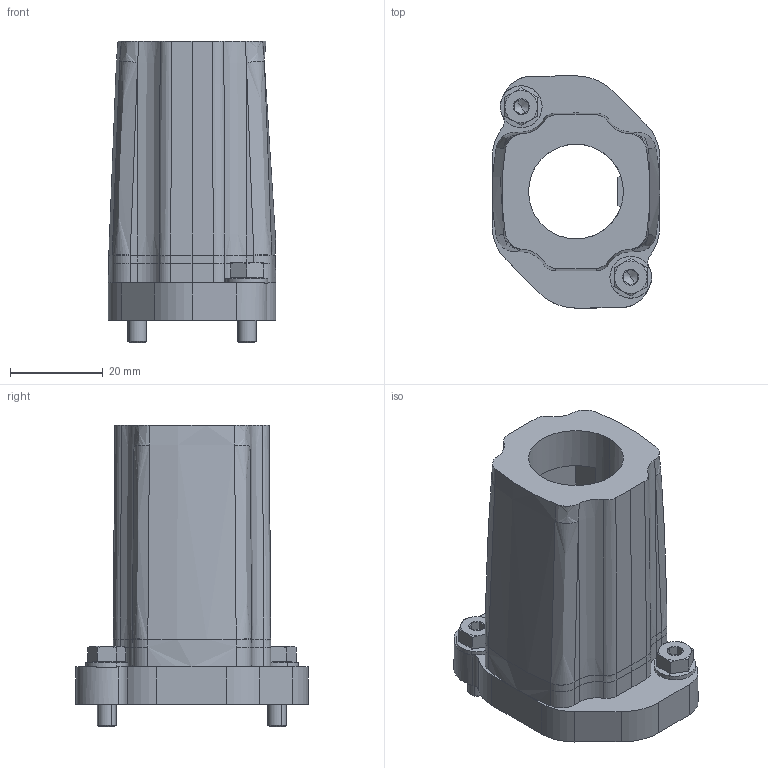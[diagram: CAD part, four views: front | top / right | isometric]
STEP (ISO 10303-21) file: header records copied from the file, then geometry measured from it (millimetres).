
FILE_DESCRIPTION(('CATIA V5 STEP Exchange','CAx-IF Rec.Pracs.--- Model Styling and Organization---1.5--- 2016-08-15','CAx-IF Rec.Pracs.---Supplemental Geometry---1.0---2011-11-01','CAx-IF Rec.Pracs.--- Composite Materials ---1.1---2010-07-15'),'2;1');
FILE_NAME ('13481344_3', '2024-11-25T12:37:41+00:00', ('none'), ('Weidmueller'), 'CATIA Version 5-6 Release 2022 SP4 HF5', 'CATIA V5 STEP AP214 v3', 'none');
FILE_SCHEMA(('AUTOMOTIVE_DESIGN { 1 0 10303 214 1 1 1 1 }'));
Length unit declared in the file: millimetre
Products named in the file (1): 1513390000
Bounding box: 36 x 50 x 64.85 mm (x, y, z)
Volume: 34882.4 mm3; surface area: 15842.3 mm2
Topology: 1 solids, 1 shells, 327 faces, 775 edges, 458 vertices
Faces by surface type: plane 104, cylinder 82, cone 61, torus 34, bspline 24, sphere 16, extrusion 4, revolution 2
Entity records: 10361 total; most frequent: CARTESIAN_POINT 3402, ORIENTED_EDGE 1542, DIRECTION 1061, EDGE_CURVE 771, AXIS2_PLACEMENT_3D 515, VERTEX_POINT 458, EDGE_LOOP 343, ADVANCED_FACE 327
